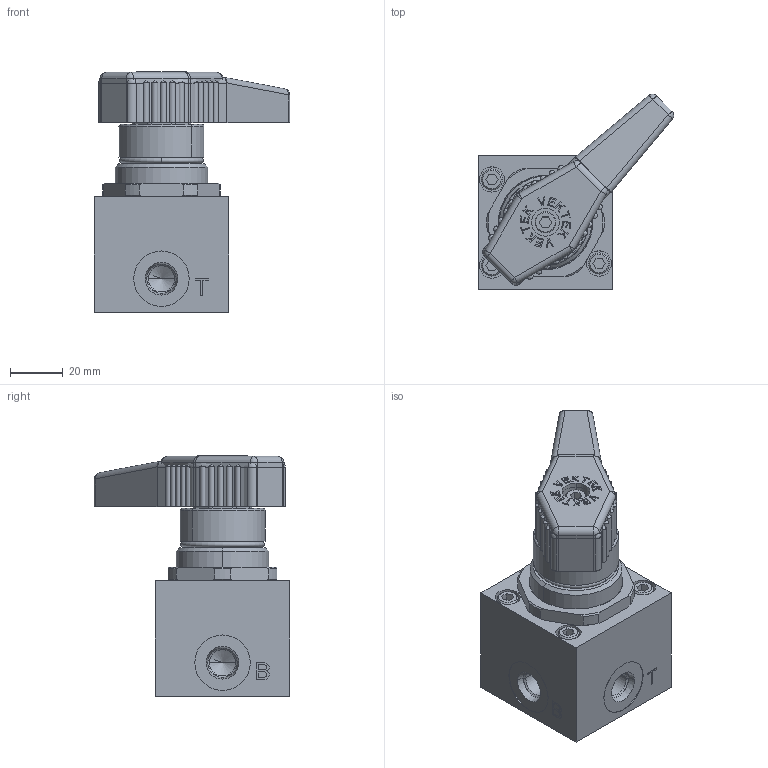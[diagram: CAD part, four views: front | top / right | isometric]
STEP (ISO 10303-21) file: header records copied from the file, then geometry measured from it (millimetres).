
FILE_DESCRIPTION((''),'2;1');
FILE_NAME('ILC71347201','2021-02-09T',('npeters'),(''),'PRO/ENGINEER BY PARAMETRIC TECHNOLOGY CORPORATION, 2013320','PRO/ENGINEER BY PARAMETRIC TECHNOLOGY CORPORATION, 2013320','');
FILE_SCHEMA(('AP203_CONFIGURATION_CONTROLLED_3D_DESIGN_OF_MECHANICAL_PARTS_AND_ASSEMBLIES_MIM_LF { 1 0 10303 403 2 1 2 }'));
Length unit declared in the file: inch
Products named in the file (6): ILC71347201_BODY; ILC71347201_ADAPTER; 85600903; 87114013; 85600902; ILC71347201
Assembly tree (5 placements, depth 2):
  ILC71347201
    ILC71347201_BODY
    ILC71347201_ADAPTER
    85600903
    87114013
    85600902
Bounding box: 73.87 x 73.87 x 90.93 mm (x, y, z)
Volume: 165910.5 mm3; surface area: 48659.7 mm2
Topology: 6 solids, 19 shells, 1734 faces, 4742 edges, 3122 vertices
Faces by surface type: plane 1396, cylinder 216, cone 94, torus 14, sphere 14
Entity records: 67624 total; most frequent: CARTESIAN_POINT 9909, ORIENTED_EDGE 9374, DIRECTION 9021, EDGE_CURVE 4713, VECTOR 4189, LINE 4189, PRESENTATION_STYLE_ASSIGNMENT 4028, STYLED_ITEM 4016
